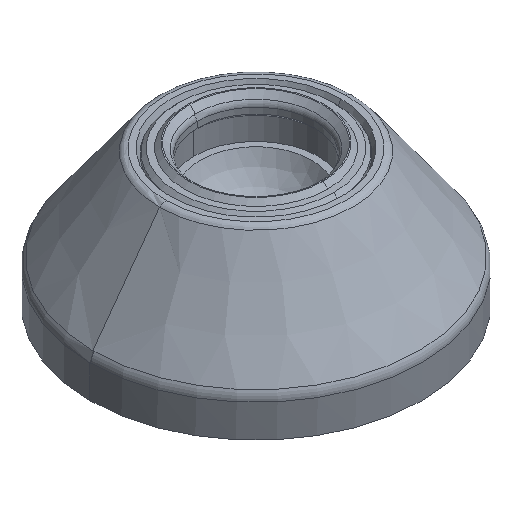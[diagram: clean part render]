
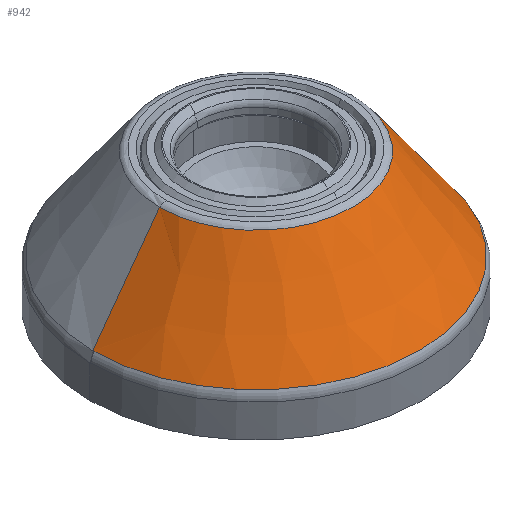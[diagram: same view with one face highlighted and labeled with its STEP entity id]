
A CAD part, isometric view. The second image highlights one B-rep face of the part: STEP entity #942.
In plain terms, the highlighted conical face has half-angle 36.158 degrees and reference radius 17.207 mm.
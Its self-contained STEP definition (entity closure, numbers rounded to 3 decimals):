
#21 = DIRECTION ( 'NONE',  ( 0., 0., -1. ) ) ;
#32 = AXIS2_PLACEMENT_3D ( 'NONE', #1473, #822, #816 ) ;
#52 = CARTESIAN_POINT ( 'NONE',  ( 12.8, 0., 17.59 ) ) ;
#53 = CARTESIAN_POINT ( 'NONE',  ( -21.615, 0., 5.527 ) ) ;
#54 = CARTESIAN_POINT ( 'NONE',  ( -21.614, -0.145, 5.527 ) ) ;
#77 = DIRECTION ( 'NONE',  ( 0., 0., -1. ) ) ;
#80 = CONICAL_SURFACE ( 'NONE', #424, 17.207, 0.631 ) ;
#124 = CIRCLE ( 'NONE', #1524, 12.8 ) ;
#128 = DIRECTION ( 'NONE',  ( 0., 0., -1. ) ) ;
#180 = ORIENTED_EDGE ( 'NONE', *, *, #532, .T. ) ;
#219 = AXIS2_PLACEMENT_3D ( 'NONE', #652, #1298, #782 ) ;
#263 = DIRECTION ( 'NONE',  ( -0.59, 0., -0.807 ) ) ;
#331 = LINE ( 'NONE', #1188, #753 ) ;
#341 = EDGE_LOOP ( 'NONE', ( #1346, #1617, #450, #180, #825, #416 ) ) ;
#346 = VERTEX_POINT ( 'NONE', #681 ) ;
#416 = ORIENTED_EDGE ( 'NONE', *, *, #928, .F. ) ;
#424 = AXIS2_PLACEMENT_3D ( 'NONE', #1488, #21, #1084 ) ;
#450 = ORIENTED_EDGE ( 'NONE', *, *, #747, .T. ) ;
#508 = EDGE_CURVE ( 'NONE', #1230, #1437, #124, .T. ) ;
#532 = EDGE_CURVE ( 'NONE', #346, #1651, #331, .T. ) ;
#533 = CIRCLE ( 'NONE', #219, 21.615 ) ;
#643 = CARTESIAN_POINT ( 'NONE',  ( -12.799, -0.111, 17.59 ) ) ;
#652 = CARTESIAN_POINT ( 'NONE',  ( 0., 0., 5.527 ) ) ;
#681 = CARTESIAN_POINT ( 'NONE',  ( -12.8, 0., 17.59 ) ) ;
#747 = EDGE_CURVE ( 'NONE', #1437, #346, #1339, .T. ) ;
#753 = VECTOR ( 'NONE', #263, 1000. ) ;
#774 = CIRCLE ( 'NONE', #32, 21.615 ) ;
#779 = CARTESIAN_POINT ( 'NONE',  ( 21.615, 0., 5.527 ) ) ;
#782 = DIRECTION ( 'NONE',  ( -1., 0., 0. ) ) ;
#816 = DIRECTION ( 'NONE',  ( -1., 0., 0. ) ) ;
#822 = DIRECTION ( 'NONE',  ( 0., 0., -1. ) ) ;
#825 = ORIENTED_EDGE ( 'NONE', *, *, #827, .F. ) ;
#827 = EDGE_CURVE ( 'NONE', #1097, #1651, #533, .T. ) ;
#928 = EDGE_CURVE ( 'NONE', #1449, #1097, #774, .T. ) ;
#942 = ADVANCED_FACE ( 'NONE', ( #1214 ), #80, .T. ) ;
#977 = CARTESIAN_POINT ( 'NONE',  ( 17.207, 0., 11.559 ) ) ;
#1016 = VECTOR ( 'NONE', #1251, 1000. ) ;
#1017 = CARTESIAN_POINT ( 'NONE',  ( 0., 0., 17.59 ) ) ;
#1059 = EDGE_CURVE ( 'NONE', #1230, #1449, #1098, .T. ) ;
#1077 = AXIS2_PLACEMENT_3D ( 'NONE', #1017, #77, #1417 ) ;
#1084 = DIRECTION ( 'NONE',  ( -1., 0., 0. ) ) ;
#1097 = VERTEX_POINT ( 'NONE', #54 ) ;
#1098 = LINE ( 'NONE', #977, #1016 ) ;
#1182 = CARTESIAN_POINT ( 'NONE',  ( 0., 0., 17.59 ) ) ;
#1188 = CARTESIAN_POINT ( 'NONE',  ( -17.207, 0., 11.559 ) ) ;
#1214 = FACE_OUTER_BOUND ( 'NONE', #341, .T. ) ;
#1230 = VERTEX_POINT ( 'NONE', #52 ) ;
#1251 = DIRECTION ( 'NONE',  ( 0.59, 0., -0.807 ) ) ;
#1298 = DIRECTION ( 'NONE',  ( 0., 0., -1. ) ) ;
#1310 = DIRECTION ( 'NONE',  ( 1., 0., 0. ) ) ;
#1339 = CIRCLE ( 'NONE', #1077, 12.8 ) ;
#1346 = ORIENTED_EDGE ( 'NONE', *, *, #1059, .F. ) ;
#1417 = DIRECTION ( 'NONE',  ( 1., 0., 0. ) ) ;
#1437 = VERTEX_POINT ( 'NONE', #643 ) ;
#1449 = VERTEX_POINT ( 'NONE', #779 ) ;
#1473 = CARTESIAN_POINT ( 'NONE',  ( 0., 0., 5.527 ) ) ;
#1488 = CARTESIAN_POINT ( 'NONE',  ( 0., 0., 11.559 ) ) ;
#1524 = AXIS2_PLACEMENT_3D ( 'NONE', #1182, #128, #1310 ) ;
#1617 = ORIENTED_EDGE ( 'NONE', *, *, #508, .T. ) ;
#1651 = VERTEX_POINT ( 'NONE', #53 ) ;
